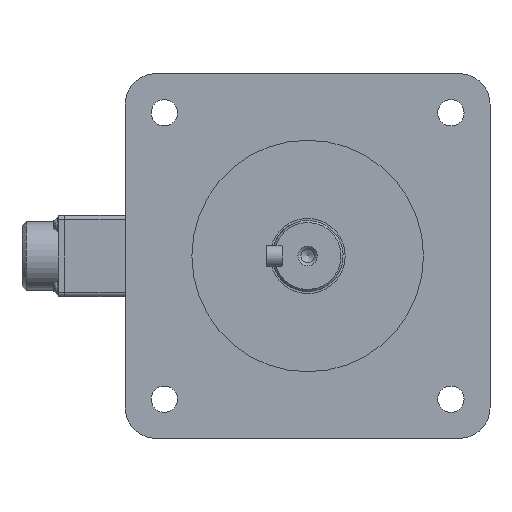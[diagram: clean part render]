
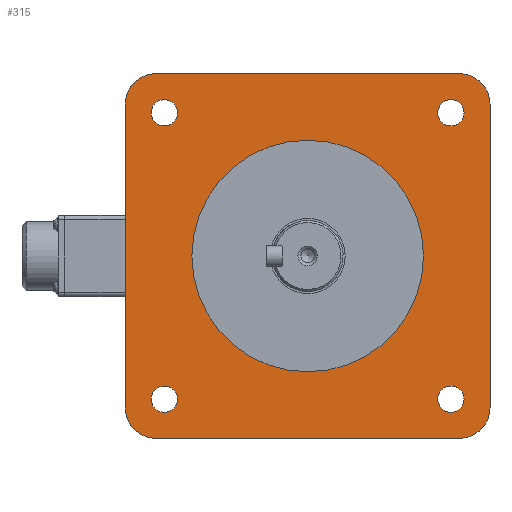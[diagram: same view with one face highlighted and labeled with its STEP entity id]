
A CAD part, left-side view. The second image highlights one B-rep face of the part: STEP entity #315.
In plain terms, the highlighted planar face has unit normal (-1, 0, 0).
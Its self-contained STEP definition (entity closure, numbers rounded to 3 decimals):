
#315=ADVANCED_FACE('',(#3713,#3715,#3717,#3719,#3721,#3723),#3725,.F.);
#3713=FACE_BOUND('',#3714,.T.);
#3714=EDGE_LOOP('',(#6502,#6503,#6504,#6505,#6506,#6507,#6508,#6509));
#3715=FACE_BOUND('',#3716,.T.);
#3716=EDGE_LOOP('',(#6510));
#3717=FACE_BOUND('',#3718,.T.);
#3718=EDGE_LOOP('',(#6511));
#3719=FACE_BOUND('',#3720,.T.);
#3720=EDGE_LOOP('',(#6512));
#3721=FACE_BOUND('',#3722,.T.);
#3722=EDGE_LOOP('',(#6513));
#3723=FACE_BOUND('',#3724,.T.);
#3724=EDGE_LOOP('',(#6514));
#3725=PLANE('',#3726);
#3726=AXIS2_PLACEMENT_3D('',#3727,#3728,#3729);
#3727=CARTESIAN_POINT('',(0.,0.,0.));
#3728=DIRECTION('',(1.,0.,0.));
#3729=DIRECTION('',(0.,0.,-1.));
#6502=ORIENTED_EDGE('',*,*,#8265,.F.);
#6503=ORIENTED_EDGE('',*,*,#8266,.F.);
#6504=ORIENTED_EDGE('',*,*,#8267,.F.);
#6505=ORIENTED_EDGE('',*,*,#8268,.F.);
#6506=ORIENTED_EDGE('',*,*,#8269,.F.);
#6507=ORIENTED_EDGE('',*,*,#8270,.F.);
#6508=ORIENTED_EDGE('',*,*,#8271,.F.);
#6509=ORIENTED_EDGE('',*,*,#8272,.F.);
#6510=ORIENTED_EDGE('',*,*,#8264,.F.);
#6511=ORIENTED_EDGE('',*,*,#8273,.T.);
#6512=ORIENTED_EDGE('',*,*,#8274,.T.);
#6513=ORIENTED_EDGE('',*,*,#8275,.T.);
#6514=ORIENTED_EDGE('',*,*,#8276,.T.);
#8264=EDGE_CURVE('',#9187,#9187,#9188,.T.);
#8265=EDGE_CURVE('',#9189,#9190,#9191,.F.);
#8266=EDGE_CURVE('',#9192,#9189,#9193,.T.);
#8267=EDGE_CURVE('',#9194,#9192,#9195,.F.);
#8268=EDGE_CURVE('',#9196,#9194,#9197,.T.);
#8269=EDGE_CURVE('',#9198,#9196,#9199,.F.);
#8270=EDGE_CURVE('',#9200,#9198,#9201,.T.);
#8271=EDGE_CURVE('',#9202,#9200,#9203,.F.);
#8272=EDGE_CURVE('',#9190,#9202,#9204,.T.);
#8273=EDGE_CURVE('',#9205,#9205,#9206,.T.);
#8274=EDGE_CURVE('',#9207,#9207,#9208,.T.);
#8275=EDGE_CURVE('',#9209,#9209,#9210,.T.);
#8276=EDGE_CURVE('',#9211,#9211,#9212,.T.);
#9187=VERTEX_POINT('',#10921);
#9188=CIRCLE('',#10922,57.15);
#9189=VERTEX_POINT('',#10926);
#9190=VERTEX_POINT('',#10927);
#9191=CIRCLE('',#10928,15.);
#9192=VERTEX_POINT('',#10932);
#9193=LINE('',#10933,#10934);
#9194=VERTEX_POINT('',#10936);
#9195=CIRCLE('',#10937,15.);
#9196=VERTEX_POINT('',#10941);
#9197=LINE('',#10942,#10943);
#9198=VERTEX_POINT('',#10945);
#9199=CIRCLE('',#10946,15.);
#9200=VERTEX_POINT('',#10950);
#9201=LINE('',#10951,#10952);
#9202=VERTEX_POINT('',#10954);
#9203=CIRCLE('',#10955,15.);
#9204=LINE('',#10959,#10960);
#9205=VERTEX_POINT('',#10962);
#9206=CIRCLE('',#10963,6.5);
#9207=VERTEX_POINT('',#10967);
#9208=CIRCLE('',#10968,6.5);
#9209=VERTEX_POINT('',#10972);
#9210=CIRCLE('',#10973,6.5);
#9211=VERTEX_POINT('',#10977);
#9212=CIRCLE('',#10978,6.5);
#10921=CARTESIAN_POINT('',(0.,0.,57.15));
#10922=AXIS2_PLACEMENT_3D('',#10923,#10924,#10925);
#10923=CARTESIAN_POINT('',(0.,0.,0.));
#10924=DIRECTION('',(-1.,0.,0.));
#10925=DIRECTION('',(0.,0.,1.));
#10926=CARTESIAN_POINT('',(0.,-90.,-75.));
#10927=CARTESIAN_POINT('',(0.,-75.,-90.));
#10928=AXIS2_PLACEMENT_3D('',#10929,#10930,#10931);
#10929=CARTESIAN_POINT('',(0.,-75.,-75.));
#10930=DIRECTION('',(-1.,0.,0.));
#10931=DIRECTION('',(0.,0.,-1.));
#10932=CARTESIAN_POINT('',(0.,-90.,75.));
#10933=CARTESIAN_POINT('',(0.,-90.,75.));
#10934=VECTOR('',#10935,1.);
#10935=DIRECTION('',(0.,0.,-1.));
#10936=CARTESIAN_POINT('',(0.,-75.,90.));
#10937=AXIS2_PLACEMENT_3D('',#10938,#10939,#10940);
#10938=CARTESIAN_POINT('',(0.,-75.,75.));
#10939=DIRECTION('',(-1.,0.,0.));
#10940=DIRECTION('',(0.,-1.,0.));
#10941=CARTESIAN_POINT('',(0.,75.,90.));
#10942=CARTESIAN_POINT('',(0.,75.,90.));
#10943=VECTOR('',#10944,1.);
#10944=DIRECTION('',(0.,-1.,0.));
#10945=CARTESIAN_POINT('',(0.,90.,75.));
#10946=AXIS2_PLACEMENT_3D('',#10947,#10948,#10949);
#10947=CARTESIAN_POINT('',(0.,75.,75.));
#10948=DIRECTION('',(-1.,0.,0.));
#10949=DIRECTION('',(0.,0.,1.));
#10950=CARTESIAN_POINT('',(0.,90.,-75.));
#10951=CARTESIAN_POINT('',(0.,90.,-75.));
#10952=VECTOR('',#10953,1.);
#10953=DIRECTION('',(0.,0.,1.));
#10954=CARTESIAN_POINT('',(0.,75.,-90.));
#10955=AXIS2_PLACEMENT_3D('',#10956,#10957,#10958);
#10956=CARTESIAN_POINT('',(0.,75.,-75.));
#10957=DIRECTION('',(-1.,0.,0.));
#10958=DIRECTION('',(0.,1.,0.));
#10959=CARTESIAN_POINT('',(0.,-75.,-90.));
#10960=VECTOR('',#10961,1.);
#10961=DIRECTION('',(0.,1.,0.));
#10962=CARTESIAN_POINT('',(0.,-70.711,-77.211));
#10963=AXIS2_PLACEMENT_3D('',#10964,#10965,#10966);
#10964=CARTESIAN_POINT('',(0.,-70.711,-70.711));
#10965=DIRECTION('',(1.,0.,0.));
#10966=DIRECTION('',(0.,0.,-1.));
#10967=CARTESIAN_POINT('',(0.,-70.711,64.211));
#10968=AXIS2_PLACEMENT_3D('',#10969,#10970,#10971);
#10969=CARTESIAN_POINT('',(0.,-70.711,70.711));
#10970=DIRECTION('',(1.,0.,0.));
#10971=DIRECTION('',(0.,0.,-1.));
#10972=CARTESIAN_POINT('',(0.,70.711,-77.211));
#10973=AXIS2_PLACEMENT_3D('',#10974,#10975,#10976);
#10974=CARTESIAN_POINT('',(0.,70.711,-70.711));
#10975=DIRECTION('',(1.,0.,0.));
#10976=DIRECTION('',(0.,0.,-1.));
#10977=CARTESIAN_POINT('',(0.,70.711,64.211));
#10978=AXIS2_PLACEMENT_3D('',#10979,#10980,#10981);
#10979=CARTESIAN_POINT('',(0.,70.711,70.711));
#10980=DIRECTION('',(1.,0.,0.));
#10981=DIRECTION('',(0.,0.,-1.));
